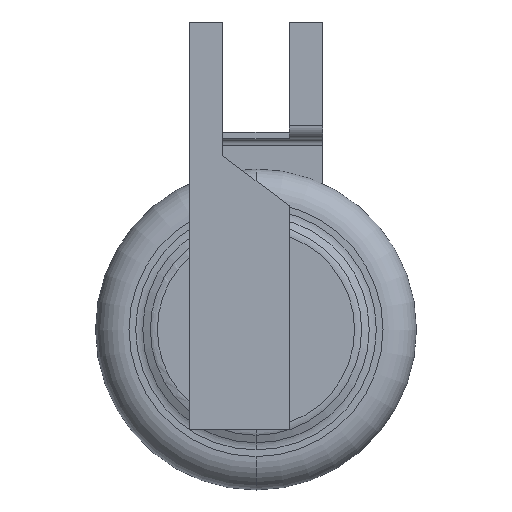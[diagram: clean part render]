
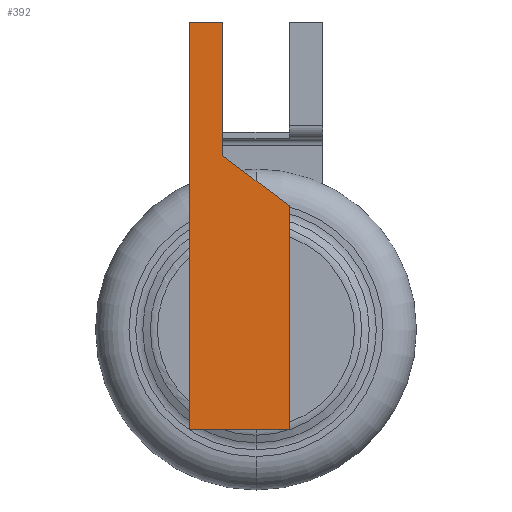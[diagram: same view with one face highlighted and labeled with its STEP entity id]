
A CAD part, front view. The second image highlights one B-rep face of the part: STEP entity #392.
In plain terms, the highlighted planar face has unit normal (0, -1, 0).
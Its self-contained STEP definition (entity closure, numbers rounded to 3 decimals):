
#18 = DIRECTION ( 'NONE',  ( 0., -1., 0. ) ) ;
#47 = EDGE_CURVE ( 'NONE', #151, #1037, #464, .T. ) ;
#55 = DIRECTION ( 'NONE',  ( 0., 0., -1. ) ) ;
#56 = LINE ( 'NONE', #1050, #277 ) ;
#59 = CARTESIAN_POINT ( 'NONE',  ( 0.5, 0., -1.5 ) ) ;
#84 = VECTOR ( 'NONE', #321, 1000. ) ;
#88 = CARTESIAN_POINT ( 'NONE',  ( -0.5, 0., 2.6 ) ) ;
#111 = CARTESIAN_POINT ( 'NONE',  ( 0.5, 0., 1.85 ) ) ;
#112 = EDGE_LOOP ( 'NONE', ( #1196, #642, #421, #1174, #328, #473 ) ) ;
#151 = VERTEX_POINT ( 'NONE', #688 ) ;
#216 = LINE ( 'NONE', #246, #1211 ) ;
#246 = CARTESIAN_POINT ( 'NONE',  ( -1., 0., 4.6 ) ) ;
#274 = DIRECTION ( 'NONE',  ( 0., 0., -1. ) ) ;
#277 = VECTOR ( 'NONE', #765, 1000. ) ;
#300 = CARTESIAN_POINT ( 'NONE',  ( 0., 0., 0. ) ) ;
#321 = DIRECTION ( 'NONE',  ( -1., 0., 0. ) ) ;
#328 = ORIENTED_EDGE ( 'NONE', *, *, #923, .F. ) ;
#351 = DIRECTION ( 'NONE',  ( 0.8, 0., -0.6 ) ) ;
#392 = ADVANCED_FACE ( 'NONE', ( #423 ), #1182, .T. ) ;
#421 = ORIENTED_EDGE ( 'NONE', *, *, #556, .F. ) ;
#423 = FACE_OUTER_BOUND ( 'NONE', #112, .T. ) ;
#430 = DIRECTION ( 'NONE',  ( 0., 0., 1. ) ) ;
#464 = LINE ( 'NONE', #952, #954 ) ;
#473 = ORIENTED_EDGE ( 'NONE', *, *, #767, .F. ) ;
#518 = AXIS2_PLACEMENT_3D ( 'NONE', #300, #18, #274 ) ;
#556 = EDGE_CURVE ( 'NONE', #1037, #576, #797, .T. ) ;
#576 = VERTEX_POINT ( 'NONE', #59 ) ;
#630 = EDGE_CURVE ( 'NONE', #1170, #884, #216, .T. ) ;
#642 = ORIENTED_EDGE ( 'NONE', *, *, #702, .F. ) ;
#649 = CARTESIAN_POINT ( 'NONE',  ( 0.5, 0., -1.5 ) ) ;
#688 = CARTESIAN_POINT ( 'NONE',  ( -0.5, 0., 2.6 ) ) ;
#702 = EDGE_CURVE ( 'NONE', #576, #1170, #860, .T. ) ;
#762 = VECTOR ( 'NONE', #55, 1000. ) ;
#765 = DIRECTION ( 'NONE',  ( 1., 0., 0. ) ) ;
#767 = EDGE_CURVE ( 'NONE', #884, #1217, #56, .T. ) ;
#775 = DIRECTION ( 'NONE',  ( 0., 0., -1. ) ) ;
#797 = LINE ( 'NONE', #649, #762 ) ;
#815 = VECTOR ( 'NONE', #775, 1000. ) ;
#860 = LINE ( 'NONE', #1015, #84 ) ;
#884 = VERTEX_POINT ( 'NONE', #933 ) ;
#923 = EDGE_CURVE ( 'NONE', #1217, #151, #1082, .T. ) ;
#933 = CARTESIAN_POINT ( 'NONE',  ( -1., 0., 4.6 ) ) ;
#952 = CARTESIAN_POINT ( 'NONE',  ( 0.5, 0., 1.85 ) ) ;
#954 = VECTOR ( 'NONE', #351, 1000. ) ;
#1015 = CARTESIAN_POINT ( 'NONE',  ( -1., 0., -1.5 ) ) ;
#1028 = CARTESIAN_POINT ( 'NONE',  ( -0.5, 0., 4.6 ) ) ;
#1037 = VERTEX_POINT ( 'NONE', #111 ) ;
#1050 = CARTESIAN_POINT ( 'NONE',  ( -0.5, 0., 4.6 ) ) ;
#1082 = LINE ( 'NONE', #88, #815 ) ;
#1170 = VERTEX_POINT ( 'NONE', #1202 ) ;
#1174 = ORIENTED_EDGE ( 'NONE', *, *, #47, .F. ) ;
#1182 = PLANE ( 'NONE',  #518 ) ;
#1196 = ORIENTED_EDGE ( 'NONE', *, *, #630, .F. ) ;
#1202 = CARTESIAN_POINT ( 'NONE',  ( -1., 0., -1.5 ) ) ;
#1211 = VECTOR ( 'NONE', #430, 1000. ) ;
#1217 = VERTEX_POINT ( 'NONE', #1028 ) ;
